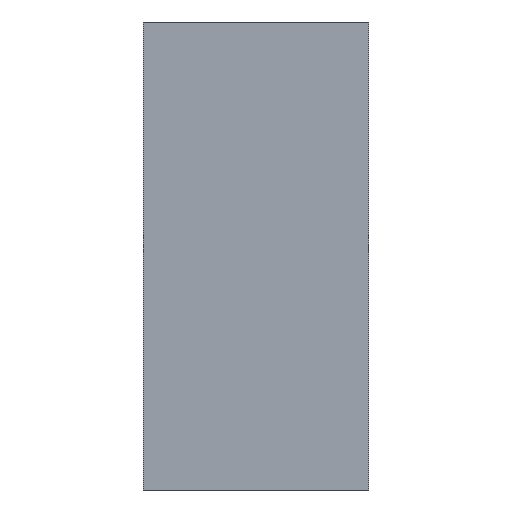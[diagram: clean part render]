
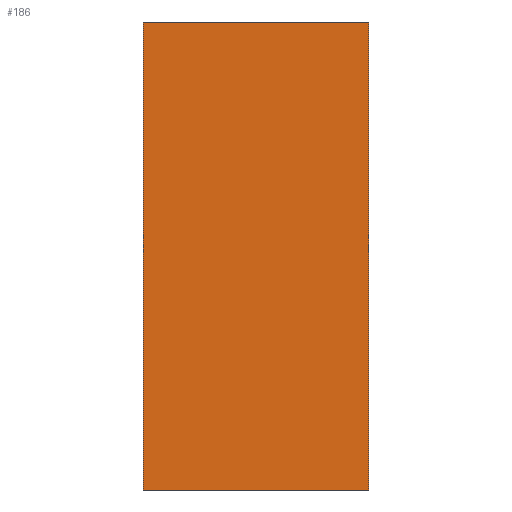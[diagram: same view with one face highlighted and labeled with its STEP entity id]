
A CAD part, left-side view. The second image highlights one B-rep face of the part: STEP entity #186.
In plain terms, the highlighted planar face has unit normal (-1, 0, 0).
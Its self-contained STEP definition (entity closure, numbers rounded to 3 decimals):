
#3 = DIRECTION ( 'NONE',  ( 0., 0., 1. ) ) ;
#39 = LINE ( 'NONE', #391, #82 ) ;
#50 = CARTESIAN_POINT ( 'NONE',  ( -9.5, 2.75, 2.85 ) ) ;
#69 = VERTEX_POINT ( 'NONE', #179 ) ;
#82 = VECTOR ( 'NONE', #163, 1000. ) ;
#120 = CARTESIAN_POINT ( 'NONE',  ( -9.5, 2.75, -2.85 ) ) ;
#153 = CARTESIAN_POINT ( 'NONE',  ( -9.5, 2.75, 2.85 ) ) ;
#163 = DIRECTION ( 'NONE',  ( 0., -1., 0. ) ) ;
#170 = VECTOR ( 'NONE', #191, 1000. ) ;
#179 = CARTESIAN_POINT ( 'NONE',  ( -9.5, 0., 2.85 ) ) ;
#186 = ADVANCED_FACE ( 'NONE', ( #340 ), #501, .F. ) ;
#191 = DIRECTION ( 'NONE',  ( 0., -1., 0. ) ) ;
#221 = VECTOR ( 'NONE', #381, 1000. ) ;
#223 = ORIENTED_EDGE ( 'NONE', *, *, #446, .T. ) ;
#231 = CARTESIAN_POINT ( 'NONE',  ( -9.5, 0., 2.85 ) ) ;
#243 = LINE ( 'NONE', #231, #221 ) ;
#264 = ORIENTED_EDGE ( 'NONE', *, *, #270, .F. ) ;
#267 = LINE ( 'NONE', #312, #170 ) ;
#270 = EDGE_CURVE ( 'NONE', #307, #69, #267, .T. ) ;
#272 = LINE ( 'NONE', #50, #350 ) ;
#293 = VERTEX_POINT ( 'NONE', #120 ) ;
#294 = ORIENTED_EDGE ( 'NONE', *, *, #445, .T. ) ;
#301 = VERTEX_POINT ( 'NONE', #339 ) ;
#304 = DIRECTION ( 'NONE',  ( 1., 0., 0. ) ) ;
#307 = VERTEX_POINT ( 'NONE', #344 ) ;
#310 = ORIENTED_EDGE ( 'NONE', *, *, #330, .F. ) ;
#312 = CARTESIAN_POINT ( 'NONE',  ( -9.5, 2.75, 2.85 ) ) ;
#330 = EDGE_CURVE ( 'NONE', #293, #307, #272, .T. ) ;
#339 = CARTESIAN_POINT ( 'NONE',  ( -9.5, 0., -2.85 ) ) ;
#340 = FACE_OUTER_BOUND ( 'NONE', #462, .T. ) ;
#344 = CARTESIAN_POINT ( 'NONE',  ( -9.5, 2.75, 2.85 ) ) ;
#345 = DIRECTION ( 'NONE',  ( 0., 0., -1. ) ) ;
#350 = VECTOR ( 'NONE', #3, 1000. ) ;
#381 = DIRECTION ( 'NONE',  ( 0., 0., 1. ) ) ;
#383 = AXIS2_PLACEMENT_3D ( 'NONE', #153, #304, #345 ) ;
#391 = CARTESIAN_POINT ( 'NONE',  ( -9.5, 2.75, -2.85 ) ) ;
#445 = EDGE_CURVE ( 'NONE', #301, #69, #243, .T. ) ;
#446 = EDGE_CURVE ( 'NONE', #293, #301, #39, .T. ) ;
#462 = EDGE_LOOP ( 'NONE', ( #294, #264, #310, #223 ) ) ;
#501 = PLANE ( 'NONE',  #383 ) ;
